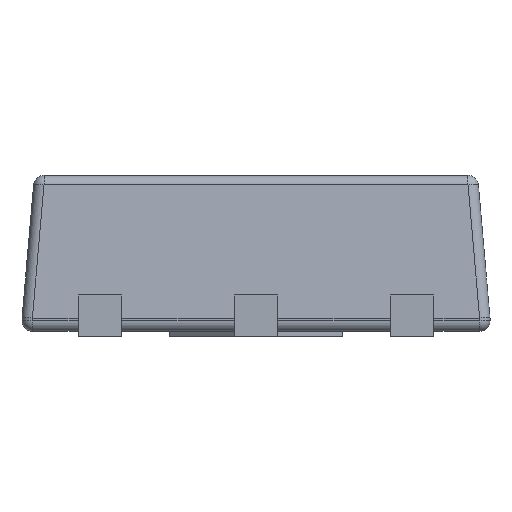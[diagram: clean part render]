
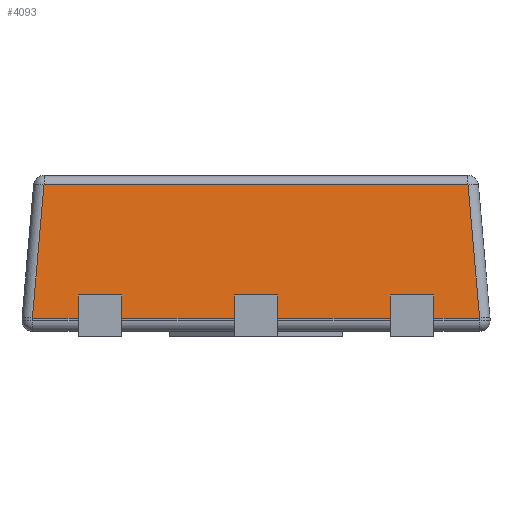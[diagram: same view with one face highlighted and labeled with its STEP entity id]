
A CAD part, front view. The second image highlights one B-rep face of the part: STEP entity #4093.
In plain terms, the highlighted planar face has unit normal (0, -0.996, 0.087).
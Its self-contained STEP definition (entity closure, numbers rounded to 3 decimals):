
#533=FACE_OUTER_BOUND('',#762,.T.);
#762=EDGE_LOOP('',(#3375,#3376,#3377,#3378,#3379,#3380,#3381,#3382,#3383,
#3384,#3385,#3386,#3387,#3388,#3389,#3390,#3391,#3392));
#1003=LINE('',#6908,#1364);
#1029=LINE('',#6998,#1390);
#1035=LINE('',#7025,#1396);
#1043=LINE('',#7054,#1404);
#1046=LINE('',#7060,#1407);
#1054=LINE('',#7075,#1415);
#1073=LINE('',#7116,#1434);
#1074=LINE('',#7118,#1435);
#1075=LINE('',#7120,#1436);
#1076=LINE('',#7122,#1437);
#1077=LINE('',#7124,#1438);
#1078=LINE('',#7126,#1439);
#1079=LINE('',#7128,#1440);
#1080=LINE('',#7129,#1441);
#1081=LINE('',#7131,#1442);
#1082=LINE('',#7133,#1443);
#1083=LINE('',#7135,#1444);
#1084=LINE('',#7136,#1445);
#1364=VECTOR('',#4621,1.08);
#1390=VECTOR('',#4711,0.);
#1396=VECTOR('',#4741,4.077);
#1404=VECTOR('',#4779,1.29);
#1407=VECTOR('',#4784,1.29);
#1415=VECTOR('',#4798,0.);
#1434=VECTOR('',#4837,0.44);
#1435=VECTOR('',#4838,0.222);
#1436=VECTOR('',#4839,0.42);
#1437=VECTOR('',#4840,0.222);
#1438=VECTOR('',#4841,1.08);
#1439=VECTOR('',#4842,0.222);
#1440=VECTOR('',#4843,0.42);
#1441=VECTOR('',#4844,0.222);
#1442=VECTOR('',#4845,0.222);
#1443=VECTOR('',#4846,0.42);
#1444=VECTOR('',#4847,0.222);
#1445=VECTOR('',#4848,0.44);
#1786=VERTEX_POINT('',#6905);
#1787=VERTEX_POINT('',#6907);
#1818=VERTEX_POINT('',#6995);
#1819=VERTEX_POINT('',#6997);
#1822=VERTEX_POINT('',#7004);
#1827=VERTEX_POINT('',#7019);
#1836=VERTEX_POINT('',#7059);
#1839=VERTEX_POINT('',#7070);
#1852=VERTEX_POINT('',#7115);
#1853=VERTEX_POINT('',#7117);
#1854=VERTEX_POINT('',#7119);
#1855=VERTEX_POINT('',#7121);
#1856=VERTEX_POINT('',#7123);
#1857=VERTEX_POINT('',#7125);
#1858=VERTEX_POINT('',#7127);
#1859=VERTEX_POINT('',#7130);
#1860=VERTEX_POINT('',#7132);
#1861=VERTEX_POINT('',#7134);
#2281=EDGE_CURVE('',#1787,#1786,#1003,.T.);
#2326=EDGE_CURVE('',#1819,#1818,#1029,.T.);
#2340=EDGE_CURVE('',#1827,#1822,#1035,.T.);
#2355=EDGE_CURVE('',#1819,#1827,#1043,.T.);
#2358=EDGE_CURVE('',#1822,#1836,#1046,.T.);
#2367=EDGE_CURVE('',#1839,#1836,#1054,.T.);
#2387=EDGE_CURVE('',#1818,#1852,#1073,.T.);
#2388=EDGE_CURVE('',#1853,#1852,#1074,.T.);
#2389=EDGE_CURVE('',#1854,#1853,#1075,.T.);
#2390=EDGE_CURVE('',#1855,#1854,#1076,.T.);
#2391=EDGE_CURVE('',#1855,#1856,#1077,.T.);
#2392=EDGE_CURVE('',#1857,#1856,#1078,.T.);
#2393=EDGE_CURVE('',#1858,#1857,#1079,.T.);
#2394=EDGE_CURVE('',#1787,#1858,#1080,.T.);
#2395=EDGE_CURVE('',#1859,#1786,#1081,.T.);
#2396=EDGE_CURVE('',#1860,#1859,#1082,.T.);
#2397=EDGE_CURVE('',#1861,#1860,#1083,.T.);
#2398=EDGE_CURVE('',#1861,#1839,#1084,.T.);
#3375=ORIENTED_EDGE('',*,*,#2355,.F.);
#3376=ORIENTED_EDGE('',*,*,#2326,.T.);
#3377=ORIENTED_EDGE('',*,*,#2387,.T.);
#3378=ORIENTED_EDGE('',*,*,#2388,.F.);
#3379=ORIENTED_EDGE('',*,*,#2389,.F.);
#3380=ORIENTED_EDGE('',*,*,#2390,.F.);
#3381=ORIENTED_EDGE('',*,*,#2391,.T.);
#3382=ORIENTED_EDGE('',*,*,#2392,.F.);
#3383=ORIENTED_EDGE('',*,*,#2393,.F.);
#3384=ORIENTED_EDGE('',*,*,#2394,.F.);
#3385=ORIENTED_EDGE('',*,*,#2281,.T.);
#3386=ORIENTED_EDGE('',*,*,#2395,.F.);
#3387=ORIENTED_EDGE('',*,*,#2396,.F.);
#3388=ORIENTED_EDGE('',*,*,#2397,.F.);
#3389=ORIENTED_EDGE('',*,*,#2398,.T.);
#3390=ORIENTED_EDGE('',*,*,#2367,.T.);
#3391=ORIENTED_EDGE('',*,*,#2358,.F.);
#3392=ORIENTED_EDGE('',*,*,#2340,.F.);
#3707=PLANE('',#4268);
#4093=ADVANCED_FACE('',(#533),#3707,.T.);
#4268=AXIS2_PLACEMENT_3D('',#7114,#4835,#4836);
#4621=DIRECTION('',(1.,0.,0.));
#4711=DIRECTION('',(1.,0.,0.));
#4741=DIRECTION('',(1.,0.,0.));
#4779=DIRECTION('',(0.087,0.087,0.992));
#4784=DIRECTION('',(0.087,-0.087,-0.992));
#4798=DIRECTION('',(1.,0.,0.));
#4835=DIRECTION('center_axis',(0.,-0.996,
0.087));
#4836=DIRECTION('ref_axis',(0.,-0.087,-0.996));
#4837=DIRECTION('',(1.,0.,0.));
#4838=DIRECTION('',(0.,-0.087,-0.996));
#4839=DIRECTION('',(-1.,0.,0.));
#4840=DIRECTION('',(0.,0.087,0.996));
#4841=DIRECTION('',(1.,0.,0.));
#4842=DIRECTION('',(0.,-0.087,-0.996));
#4843=DIRECTION('',(-1.,0.,0.));
#4844=DIRECTION('',(0.,0.087,0.996));
#4845=DIRECTION('',(0.,-0.087,-0.996));
#4846=DIRECTION('',(-1.,0.,0.));
#4847=DIRECTION('',(0.,0.087,0.996));
#4848=DIRECTION('',(1.,0.,0.));
#6905=CARTESIAN_POINT('',(1.29,-1.225,0.178));
#6907=CARTESIAN_POINT('',(0.21,-1.225,0.178));
#6908=CARTESIAN_POINT('',(-1.125,-1.225,0.178));
#6995=CARTESIAN_POINT('',(-2.15,-1.225,0.178));
#6997=CARTESIAN_POINT('',(-2.15,-1.225,0.178));
#6998=CARTESIAN_POINT('',(-1.125,-1.225,0.178));
#7004=CARTESIAN_POINT('',(2.038,-1.113,1.459));
#7019=CARTESIAN_POINT('',(-2.038,-1.113,1.459));
#7025=CARTESIAN_POINT('',(-0.563,-1.113,1.459));
#7054=CARTESIAN_POINT('',(-2.08,-1.155,0.978));
#7059=CARTESIAN_POINT('',(2.15,-1.225,0.178));
#7060=CARTESIAN_POINT('',(2.077,-1.151,1.022));
#7070=CARTESIAN_POINT('',(2.15,-1.225,0.178));
#7075=CARTESIAN_POINT('',(-1.125,-1.225,0.178));
#7114=CARTESIAN_POINT('Origin',(-1.125,-1.165,0.864));
#7115=CARTESIAN_POINT('',(-1.71,-1.225,0.178));
#7116=CARTESIAN_POINT('',(-1.125,-1.225,0.178));
#7117=CARTESIAN_POINT('',(-1.71,-1.206,0.4));
#7118=CARTESIAN_POINT('',(-1.71,-1.202,0.443));
#7119=CARTESIAN_POINT('',(-1.29,-1.206,0.4));
#7120=CARTESIAN_POINT('',(-1.313,-1.206,0.4));
#7121=CARTESIAN_POINT('',(-1.29,-1.225,0.178));
#7122=CARTESIAN_POINT('',(-1.29,-1.206,0.397));
#7123=CARTESIAN_POINT('',(-0.21,-1.225,0.178));
#7124=CARTESIAN_POINT('',(-1.125,-1.225,0.178));
#7125=CARTESIAN_POINT('',(-0.21,-1.206,0.4));
#7126=CARTESIAN_POINT('',(-0.21,-1.202,0.443));
#7127=CARTESIAN_POINT('',(0.21,-1.206,0.4));
#7128=CARTESIAN_POINT('',(-0.563,-1.206,0.4));
#7129=CARTESIAN_POINT('',(0.21,-1.206,0.397));
#7130=CARTESIAN_POINT('',(1.29,-1.206,0.4));
#7131=CARTESIAN_POINT('',(1.29,-1.202,0.443));
#7132=CARTESIAN_POINT('',(1.71,-1.206,0.4));
#7133=CARTESIAN_POINT('',(0.188,-1.206,0.4));
#7134=CARTESIAN_POINT('',(1.71,-1.225,0.178));
#7135=CARTESIAN_POINT('',(1.71,-1.206,0.397));
#7136=CARTESIAN_POINT('',(-1.125,-1.225,0.178));
